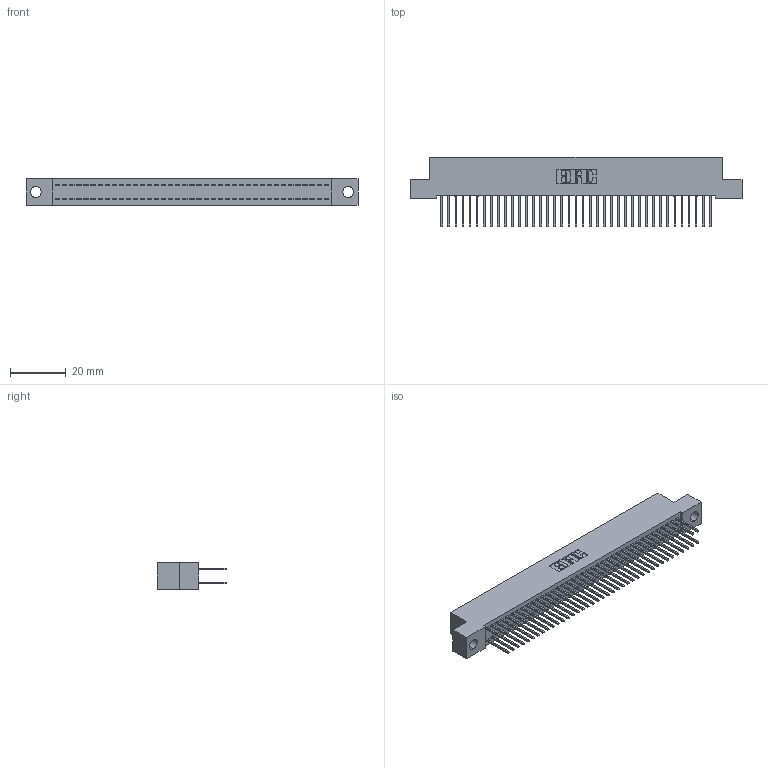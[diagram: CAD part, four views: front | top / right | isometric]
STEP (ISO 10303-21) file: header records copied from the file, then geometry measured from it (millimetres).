
FILE_DESCRIPTION (( 'STEP AP203' ), '1' );
FILE_NAME ('342-078-523-204.STEP', '2019-10-04T11:06:07', ( '' ), ( '' ), 'SwSTEP 2.0', 'SolidWorks 2016', '' );
FILE_SCHEMA (( 'CONFIG_CONTROL_DESIGN' ));
Length unit declared in the file: inch
Products named in the file (3): 342 Part_.156 TH; 345-292-001_345-293-123; 342-078-523-204
Assembly tree (79 placements, depth 2):
  342-078-523-204
    342 Part_.156 TH
    345-292-001_345-293-123  x78
Bounding box: 119.38 x 25.15 x 9.4 mm (x, y, z)
Volume: 10784.9 mm3; surface area: 17985.6 mm2
Topology: 79 solids, 79 shells, 4166 faces, 12389 edges, 8154 vertices
Faces by surface type: plane 2874, cylinder 1292
Entity records: 25367 total; most frequent: CARTESIAN_POINT 4206, ORIENTED_EDGE 4142, DIRECTION 3599, EDGE_CURVE 2071, LINE 1943, VECTOR 1943, VERTEX_POINT 1378, AXIS2_PLACEMENT_3D 828
